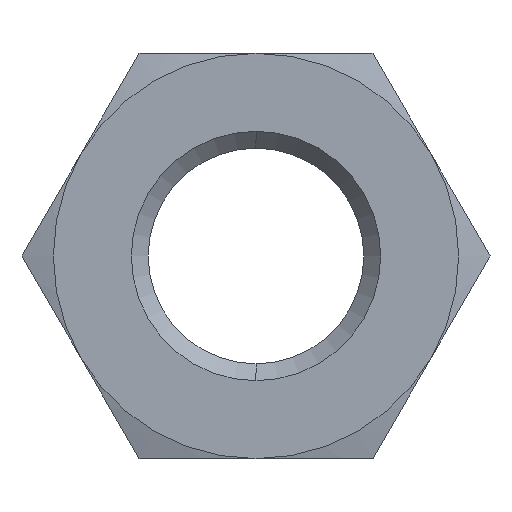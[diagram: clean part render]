
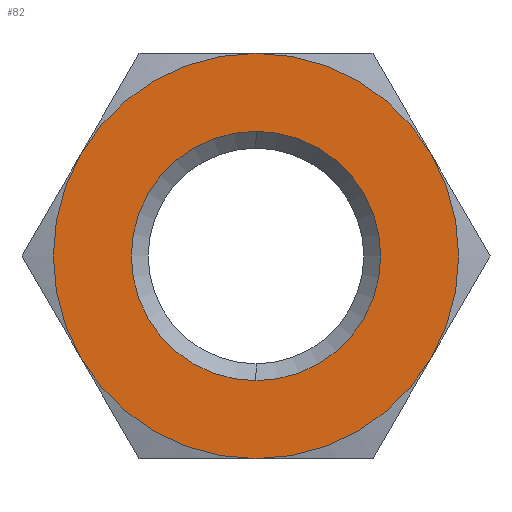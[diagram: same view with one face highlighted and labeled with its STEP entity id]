
A CAD part, left-side view. The second image highlights one B-rep face of the part: STEP entity #82.
In plain terms, the highlighted planar face has unit normal (-1, 0, 0).
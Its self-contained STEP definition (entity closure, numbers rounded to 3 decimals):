
#1 = ORIENTED_EDGE ( 'NONE', *, *, #59, .F. ) ;
#5 = EDGE_CURVE ( 'NONE', #698, #118, #37, .T. ) ;
#20 = CIRCLE ( 'NONE', #362, 6.5 ) ;
#22 = AXIS2_PLACEMENT_3D ( 'NONE', #753, #266, #640 ) ;
#25 = CARTESIAN_POINT ( 'NONE',  ( 0., 0., -6.5 ) ) ;
#37 = CIRCLE ( 'NONE', #22, 6.5 ) ;
#50 = CARTESIAN_POINT ( 'NONE',  ( 0., 0., 0. ) ) ;
#52 = VERTEX_POINT ( 'NONE', #290 ) ;
#59 = EDGE_CURVE ( 'NONE', #86, #131, #624, .T. ) ;
#65 = CARTESIAN_POINT ( 'NONE',  ( 0., 0., 6.5 ) ) ;
#69 = EDGE_CURVE ( 'NONE', #581, #86, #20, .T. ) ;
#73 = DIRECTION ( 'NONE',  ( 0., 0., -1. ) ) ;
#82 = ADVANCED_FACE ( 'NONE', ( #472, #647 ), #105, .F. ) ;
#86 = VERTEX_POINT ( 'NONE', #526 ) ;
#93 = EDGE_CURVE ( 'NONE', #287, #52, #440, .T. ) ;
#103 = CIRCLE ( 'NONE', #537, 6.5 ) ;
#105 = PLANE ( 'NONE',  #274 ) ;
#118 = VERTEX_POINT ( 'NONE', #413 ) ;
#131 = VERTEX_POINT ( 'NONE', #25 ) ;
#160 = CARTESIAN_POINT ( 'NONE',  ( 0., -5.629, 3.25 ) ) ;
#164 = DIRECTION ( 'NONE',  ( 0., 0., -1. ) ) ;
#206 = AXIS2_PLACEMENT_3D ( 'NONE', #775, #289, #220 ) ;
#220 = DIRECTION ( 'NONE',  ( 0., 0., -1. ) ) ;
#232 = ORIENTED_EDGE ( 'NONE', *, *, #5, .F. ) ;
#250 = AXIS2_PLACEMENT_3D ( 'NONE', #50, #796, #251 ) ;
#251 = DIRECTION ( 'NONE',  ( 0., 0., -1. ) ) ;
#266 = DIRECTION ( 'NONE',  ( 1., 0., 0. ) ) ;
#273 = CARTESIAN_POINT ( 'NONE',  ( 0., 0., 0. ) ) ;
#274 = AXIS2_PLACEMENT_3D ( 'NONE', #602, #718, #776 ) ;
#283 = CARTESIAN_POINT ( 'NONE',  ( 0., 0., 0. ) ) ;
#287 = VERTEX_POINT ( 'NONE', #610 ) ;
#289 = DIRECTION ( 'NONE',  ( 1., 0., 0. ) ) ;
#290 = CARTESIAN_POINT ( 'NONE',  ( 0., 0., 4. ) ) ;
#301 = AXIS2_PLACEMENT_3D ( 'NONE', #576, #693, #320 ) ;
#314 = EDGE_CURVE ( 'NONE', #765, #581, #494, .T. ) ;
#320 = DIRECTION ( 'NONE',  ( 0., 0., -1. ) ) ;
#346 = DIRECTION ( 'NONE',  ( 1., 0., 0. ) ) ;
#362 = AXIS2_PLACEMENT_3D ( 'NONE', #404, #772, #710 ) ;
#363 = EDGE_CURVE ( 'NONE', #118, #765, #103, .T. ) ;
#374 = AXIS2_PLACEMENT_3D ( 'NONE', #273, #346, #660 ) ;
#387 = AXIS2_PLACEMENT_3D ( 'NONE', #283, #458, #164 ) ;
#391 = EDGE_LOOP ( 'NONE', ( #454, #643 ) ) ;
#402 = ORIENTED_EDGE ( 'NONE', *, *, #314, .F. ) ;
#404 = CARTESIAN_POINT ( 'NONE',  ( 0., 0., 0. ) ) ;
#413 = CARTESIAN_POINT ( 'NONE',  ( 0., 5.629, 3.25 ) ) ;
#435 = CARTESIAN_POINT ( 'NONE',  ( 0., 0., 0. ) ) ;
#440 = CIRCLE ( 'NONE', #374, 4. ) ;
#453 = CIRCLE ( 'NONE', #206, 4. ) ;
#454 = ORIENTED_EDGE ( 'NONE', *, *, #547, .T. ) ;
#458 = DIRECTION ( 'NONE',  ( 1., 0., 0. ) ) ;
#472 = FACE_BOUND ( 'NONE', #391, .T. ) ;
#488 = EDGE_LOOP ( 'NONE', ( #232, #769, #1, #633, #402, #777 ) ) ;
#494 = CIRCLE ( 'NONE', #250, 6.5 ) ;
#500 = CARTESIAN_POINT ( 'NONE',  ( 0., 5.629, -3.25 ) ) ;
#526 = CARTESIAN_POINT ( 'NONE',  ( 0., -5.629, -3.25 ) ) ;
#537 = AXIS2_PLACEMENT_3D ( 'NONE', #435, #635, #73 ) ;
#547 = EDGE_CURVE ( 'NONE', #52, #287, #453, .T. ) ;
#576 = CARTESIAN_POINT ( 'NONE',  ( 0., 0., 0. ) ) ;
#581 = VERTEX_POINT ( 'NONE', #160 ) ;
#602 = CARTESIAN_POINT ( 'NONE',  ( 0., 0., 0. ) ) ;
#610 = CARTESIAN_POINT ( 'NONE',  ( 0., 0., -4. ) ) ;
#624 = CIRCLE ( 'NONE', #387, 6.5 ) ;
#633 = ORIENTED_EDGE ( 'NONE', *, *, #69, .F. ) ;
#635 = DIRECTION ( 'NONE',  ( 1., 0., 0. ) ) ;
#640 = DIRECTION ( 'NONE',  ( 0., 0., -1. ) ) ;
#643 = ORIENTED_EDGE ( 'NONE', *, *, #93, .T. ) ;
#646 = CIRCLE ( 'NONE', #301, 6.5 ) ;
#647 = FACE_OUTER_BOUND ( 'NONE', #488, .T. ) ;
#660 = DIRECTION ( 'NONE',  ( 0., 0., -1. ) ) ;
#693 = DIRECTION ( 'NONE',  ( 1., 0., 0. ) ) ;
#698 = VERTEX_POINT ( 'NONE', #500 ) ;
#710 = DIRECTION ( 'NONE',  ( 0., 0., -1. ) ) ;
#718 = DIRECTION ( 'NONE',  ( 1., 0., 0. ) ) ;
#753 = CARTESIAN_POINT ( 'NONE',  ( 0., 0., 0. ) ) ;
#765 = VERTEX_POINT ( 'NONE', #65 ) ;
#769 = ORIENTED_EDGE ( 'NONE', *, *, #788, .F. ) ;
#772 = DIRECTION ( 'NONE',  ( 1., 0., 0. ) ) ;
#775 = CARTESIAN_POINT ( 'NONE',  ( 0., 0., 0. ) ) ;
#776 = DIRECTION ( 'NONE',  ( 0., 1., 0. ) ) ;
#777 = ORIENTED_EDGE ( 'NONE', *, *, #363, .F. ) ;
#788 = EDGE_CURVE ( 'NONE', #131, #698, #646, .T. ) ;
#796 = DIRECTION ( 'NONE',  ( 1., 0., 0. ) ) ;
